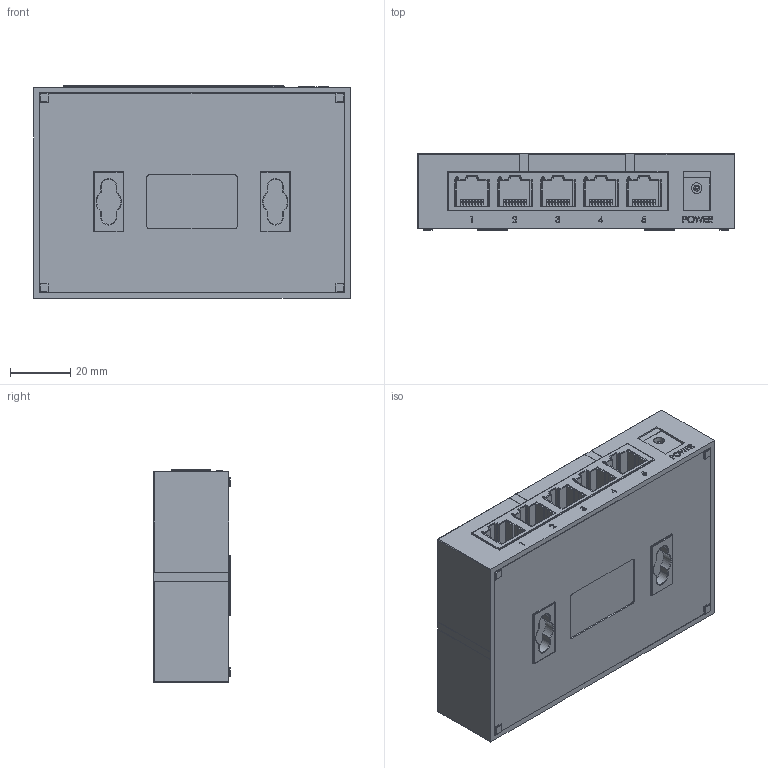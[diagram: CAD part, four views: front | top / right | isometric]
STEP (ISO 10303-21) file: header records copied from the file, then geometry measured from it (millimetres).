
FILE_DESCRIPTION (( 'STEP AP214' ), '1' );
FILE_NAME ('Mercusys_MS105G.STEP', '2020-07-20T17:18:34', ( '' ), ( '' ), 'SwSTEP 2.0', 'SolidWorks 2020', '' );
FILE_SCHEMA (( 'AUTOMOTIVE_DESIGN' ));
Length unit declared in the file: millimetre
Products named in the file (1): Mercusys_MS105G
Bounding box: 105 x 25.4 x 70.5 mm (x, y, z)
Volume: 177837.6 mm3; surface area: 27466.3 mm2
Topology: 1 solids, 1 shells, 741 faces, 1921 edges, 1229 vertices
Faces by surface type: plane 336, cylinder 194, bspline 171, torus 36, sphere 4
Entity records: 36142 total; most frequent: CARTESIAN_POINT 14065, ORIENTED_EDGE 3830, DIRECTION 2743, EDGE_CURVE 1915, VERTEX_POINT 1227, LINE 1125, VECTOR 1125, EDGE_LOOP 872
